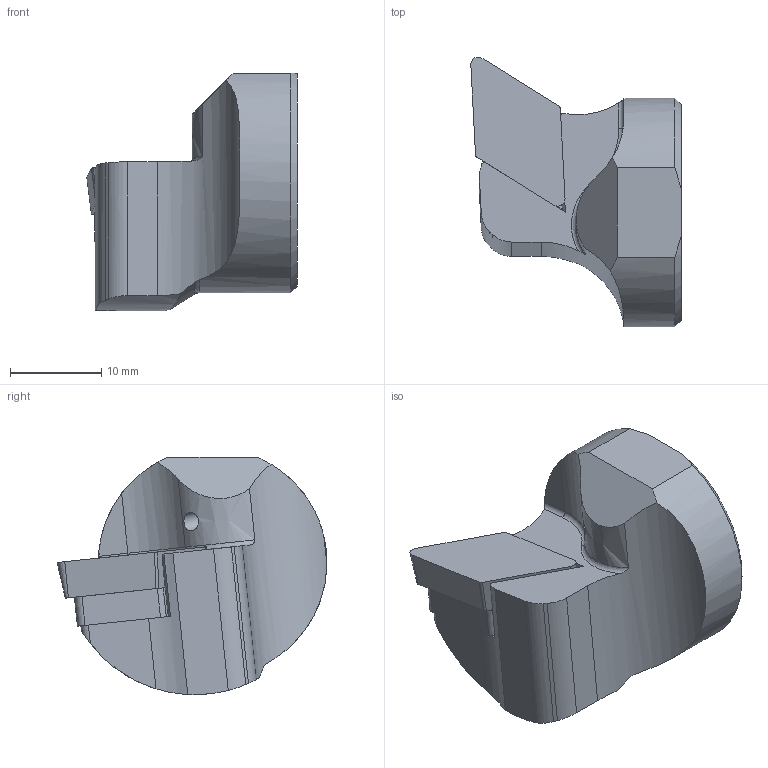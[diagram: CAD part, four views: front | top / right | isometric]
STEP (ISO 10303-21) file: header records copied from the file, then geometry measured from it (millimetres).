
FILE_DESCRIPTION(/* description */ (''),/* implementation_level */ '2;1');
FILE_NAME(/* name */ 'ATTC-A25-SDUCL-11.stp',/* time_stamp */ '2023-11-16T20:04:04+03:00',/* author */ (''),/* organization */ (''),/* preprocessor_version */ 'ST-DEVELOPER v19.4',/* originating_system */ 'SIEMENS PLM Software NX2306.3001',/* authorisation */ '');
FILE_SCHEMA (('AUTOMOTIVE_DESIGN { 1 0 10303 214 3 1 1 1 }'));
Length unit declared in the file: millimetre
Products named in the file (1): model1
Bounding box: 23 x 29.5 x 25.95 mm (x, y, z)
Volume: 7021.9 mm3; surface area: 2776.9 mm2
Topology: 2 solids, 2 shells, 58 faces, 155 edges, 101 vertices
Faces by surface type: plane 30, cylinder 19, cone 5, torus 2, extrusion 1, bspline 1
Full cylindrical faces by diameter (mm): 2 x1
Entity records: 2344 total; most frequent: CARTESIAN_POINT 544, ORIENTED_EDGE 302, DIRECTION 297, EDGE_CURVE 151, AXIS2_PLACEMENT_3D 110, VERTEX_POINT 100, VECTOR 77, LINE 76
